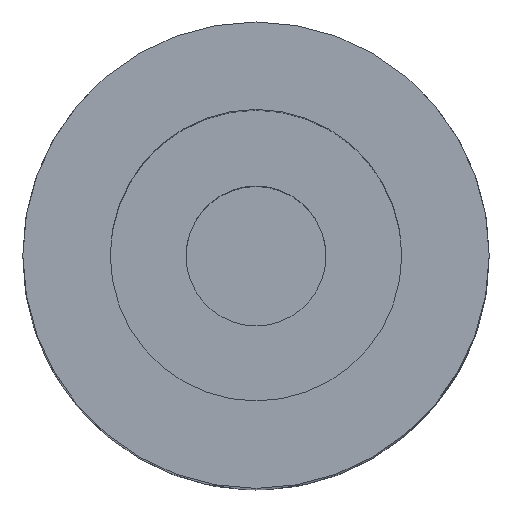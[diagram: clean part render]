
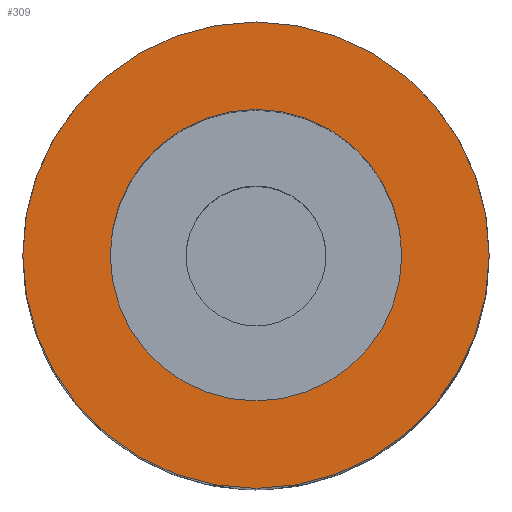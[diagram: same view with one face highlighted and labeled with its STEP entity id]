
A CAD part, top view. The second image highlights one B-rep face of the part: STEP entity #309.
In plain terms, the highlighted planar face has unit normal (0, 0, 1).
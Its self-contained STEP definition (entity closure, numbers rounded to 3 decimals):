
#31 = ORIENTED_EDGE ( 'NONE', *, *, #406, .T. ) ;
#34 = DIRECTION ( 'NONE',  ( 0., 0., 1. ) ) ;
#41 = EDGE_LOOP ( 'NONE', ( #250, #112 ) ) ;
#55 = DIRECTION ( 'NONE',  ( 1., 0., 0. ) ) ;
#96 = CARTESIAN_POINT ( 'NONE',  ( 0., 0., 80. ) ) ;
#112 = ORIENTED_EDGE ( 'NONE', *, *, #523, .F. ) ;
#117 = DIRECTION ( 'NONE',  ( 0., 0., 1. ) ) ;
#159 = VERTEX_POINT ( 'NONE', #853 ) ;
#201 = EDGE_LOOP ( 'NONE', ( #552, #31 ) ) ;
#208 = PLANE ( 'NONE',  #378 ) ;
#216 = AXIS2_PLACEMENT_3D ( 'NONE', #96, #323, #543 ) ;
#232 = CIRCLE ( 'NONE', #216, 12.5 ) ;
#250 = ORIENTED_EDGE ( 'NONE', *, *, #558, .F. ) ;
#271 = CARTESIAN_POINT ( 'NONE',  ( -20., 0., 80. ) ) ;
#281 = CARTESIAN_POINT ( 'NONE',  ( 0., 0., 80. ) ) ;
#294 = CARTESIAN_POINT ( 'NONE',  ( 20., 0., 80. ) ) ;
#309 = ADVANCED_FACE ( 'NONE', ( #437, #489 ), #208, .F. ) ;
#318 = VERTEX_POINT ( 'NONE', #294 ) ;
#323 = DIRECTION ( 'NONE',  ( 0., 0., 1. ) ) ;
#334 = DIRECTION ( 'NONE',  ( 1., 0., 0. ) ) ;
#350 = DIRECTION ( 'NONE',  ( 0., 0., 1. ) ) ;
#378 = AXIS2_PLACEMENT_3D ( 'NONE', #557, #706, #712 ) ;
#406 = EDGE_CURVE ( 'NONE', #587, #318, #579, .T. ) ;
#414 = CIRCLE ( 'NONE', #655, 12.5 ) ;
#437 = FACE_BOUND ( 'NONE', #41, .T. ) ;
#489 = FACE_OUTER_BOUND ( 'NONE', #201, .T. ) ;
#523 = EDGE_CURVE ( 'NONE', #159, #776, #232, .T. ) ;
#540 = CARTESIAN_POINT ( 'NONE',  ( 0., 0., 80. ) ) ;
#543 = DIRECTION ( 'NONE',  ( 1., 0., 0. ) ) ;
#552 = ORIENTED_EDGE ( 'NONE', *, *, #644, .T. ) ;
#557 = CARTESIAN_POINT ( 'NONE',  ( 20., 0., 80. ) ) ;
#558 = EDGE_CURVE ( 'NONE', #776, #159, #414, .T. ) ;
#579 = CIRCLE ( 'NONE', #700, 20. ) ;
#587 = VERTEX_POINT ( 'NONE', #271 ) ;
#597 = CARTESIAN_POINT ( 'NONE',  ( 12.5, 0., 80. ) ) ;
#641 = AXIS2_PLACEMENT_3D ( 'NONE', #692, #350, #55 ) ;
#644 = EDGE_CURVE ( 'NONE', #318, #587, #680, .T. ) ;
#655 = AXIS2_PLACEMENT_3D ( 'NONE', #540, #34, #334 ) ;
#680 = CIRCLE ( 'NONE', #641, 20. ) ;
#692 = CARTESIAN_POINT ( 'NONE',  ( 0., 0., 80. ) ) ;
#700 = AXIS2_PLACEMENT_3D ( 'NONE', #281, #117, #849 ) ;
#706 = DIRECTION ( 'NONE',  ( 0., 0., -1. ) ) ;
#712 = DIRECTION ( 'NONE',  ( -1., 0., 0. ) ) ;
#776 = VERTEX_POINT ( 'NONE', #597 ) ;
#849 = DIRECTION ( 'NONE',  ( 1., 0., 0. ) ) ;
#853 = CARTESIAN_POINT ( 'NONE',  ( -12.5, 0., 80. ) ) ;
